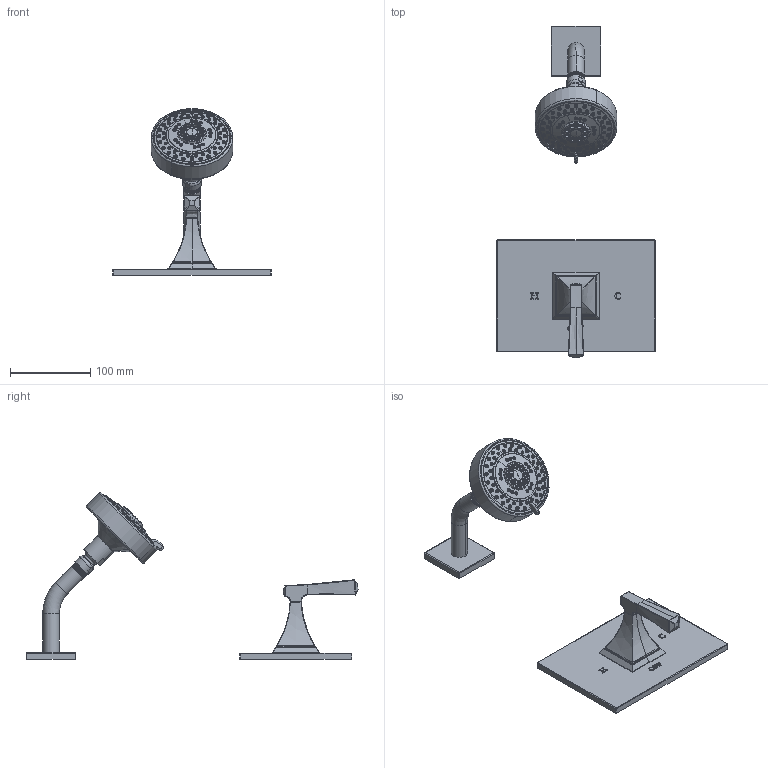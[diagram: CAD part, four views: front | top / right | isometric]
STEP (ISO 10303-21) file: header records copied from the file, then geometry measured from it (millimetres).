
FILE_DESCRIPTION((''),'2;1');
FILE_NAME('3-2574BP','2021-05-31T16:16:55',('jinson.thomas'),(''),'CREO PARAMETRIC BY PTC INC, 2018400','CREO PARAMETRIC BY PTC INC, 2018400','');
FILE_SCHEMA(('CONFIG_CONTROL_DESIGN'));
Products named in the file (1): 3-2574BP
Bounding box: 196.85 x 413.44 x 207.64 mm (x, y, z)
Volume: 652043.7 mm3; surface area: 121507.8 mm2
Topology: 2 solids, 2 shells, 1435 faces, 3224 edges, 1949 vertices
Faces by surface type: torus 317, cone 298, cylinder 230, plane 195, bspline 187, extrusion 186, sphere 22
Entity records: 62615 total; most frequent: CARTESIAN_POINT 32674, ORIENTED_EDGE 6444, DIRECTION 5565, EDGE_CURVE 3222, AXIS2_PLACEMENT_3D 2214, VERTEX_POINT 1949, EDGE_LOOP 1609, FACE_OUTER_BOUND 1435
